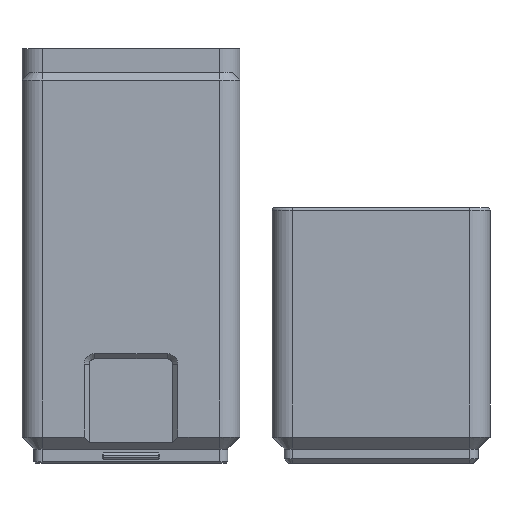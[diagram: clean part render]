
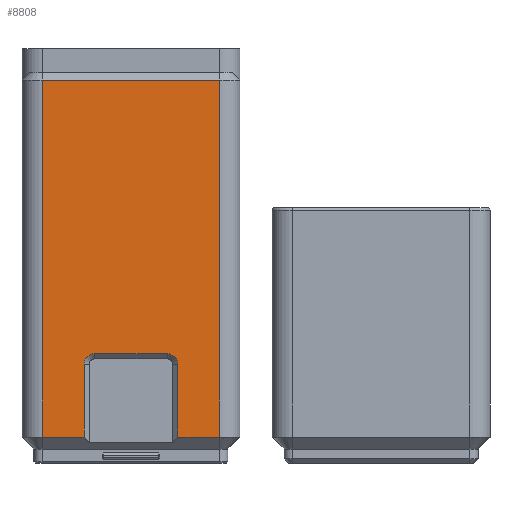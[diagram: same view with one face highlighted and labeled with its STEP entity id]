
A CAD part, left-side view. The second image highlights one B-rep face of the part: STEP entity #8808.
In plain terms, the highlighted planar face has unit normal (-1, 0, 0).
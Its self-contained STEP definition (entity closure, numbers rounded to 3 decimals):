
#388=PLANE('',#9775);
#1025=FACE_OUTER_BOUND('',#1622,.T.);
#1622=EDGE_LOOP('',(#7768,#7769,#7770,#7771,#7772,#7773,#7774,#7775,#7776,
#7777));
#2051=CIRCLE('',#9715,2.);
#2053=CIRCLE('',#9719,2.);
#2554=LINE('',#16321,#3272);
#2576=LINE('',#16383,#3294);
#2613=LINE('',#16474,#3331);
#2618=LINE('',#16488,#3336);
#2623=LINE('',#16501,#3341);
#2625=LINE('',#16506,#3343);
#2629=LINE('',#16512,#3347);
#2683=LINE('',#16657,#3401);
#3272=VECTOR('',#11834,10.);
#3294=VECTOR('',#11894,10.);
#3331=VECTOR('',#11985,10.);
#3336=VECTOR('',#11998,10.);
#3341=VECTOR('',#12011,10.);
#3343=VECTOR('',#12017,10.);
#3347=VECTOR('',#12021,10.);
#3401=VECTOR('',#12181,10.);
#4163=VERTEX_POINT('',#16309);
#4167=VERTEX_POINT('',#16319);
#4188=VERTEX_POINT('',#16382);
#4213=VERTEX_POINT('',#16470);
#4215=VERTEX_POINT('',#16473);
#4218=VERTEX_POINT('',#16481);
#4220=VERTEX_POINT('',#16487);
#4222=VERTEX_POINT('',#16493);
#4224=VERTEX_POINT('',#16498);
#4225=VERTEX_POINT('',#16505);
#5284=EDGE_CURVE('',#4167,#4163,#2554,.T.);
#5315=EDGE_CURVE('',#4163,#4188,#2576,.T.);
#5359=EDGE_CURVE('',#4215,#4213,#2613,.T.);
#5363=EDGE_CURVE('',#4218,#4215,#2051,.T.);
#5366=EDGE_CURVE('',#4220,#4218,#2618,.T.);
#5369=EDGE_CURVE('',#4222,#4220,#2053,.T.);
#5373=EDGE_CURVE('',#4224,#4222,#2623,.T.);
#5375=EDGE_CURVE('',#4225,#4224,#2625,.T.);
#5379=EDGE_CURVE('',#4213,#4188,#2629,.T.);
#5451=EDGE_CURVE('',#4225,#4167,#2683,.T.);
#7768=ORIENTED_EDGE('',*,*,#5284,.F.);
#7769=ORIENTED_EDGE('',*,*,#5451,.F.);
#7770=ORIENTED_EDGE('',*,*,#5375,.T.);
#7771=ORIENTED_EDGE('',*,*,#5373,.T.);
#7772=ORIENTED_EDGE('',*,*,#5369,.T.);
#7773=ORIENTED_EDGE('',*,*,#5366,.T.);
#7774=ORIENTED_EDGE('',*,*,#5363,.T.);
#7775=ORIENTED_EDGE('',*,*,#5359,.T.);
#7776=ORIENTED_EDGE('',*,*,#5379,.T.);
#7777=ORIENTED_EDGE('',*,*,#5315,.F.);
#8808=ADVANCED_FACE('',(#1025),#388,.T.);
#9715=AXIS2_PLACEMENT_3D('',#16482,#11992,#11993);
#9719=AXIS2_PLACEMENT_3D('',#16494,#12004,#12005);
#9775=AXIS2_PLACEMENT_3D('',#16656,#12179,#12180);
#11834=DIRECTION('',(0.,-1.,0.));
#11894=DIRECTION('',(0.,0.,-1.));
#11985=DIRECTION('',(0.,0.,-1.));
#11992=DIRECTION('center_axis',(1.,0.,0.));
#11993=DIRECTION('ref_axis',(0.,-1.,0.));
#11998=DIRECTION('',(0.,-1.,0.));
#12004=DIRECTION('center_axis',(1.,0.,0.));
#12005=DIRECTION('ref_axis',(0.,0.,1.));
#12011=DIRECTION('',(0.,0.,1.));
#12017=DIRECTION('',(0.,-1.,0.));
#12021=DIRECTION('',(0.,-1.,0.));
#12179=DIRECTION('center_axis',(-1.,0.,0.));
#12180=DIRECTION('ref_axis',(0.,-1.,0.));
#12181=DIRECTION('',(0.,0.,1.));
#16309=CARTESIAN_POINT('',(0.,3.9,68.5));
#16319=CARTESIAN_POINT('',(0.,37.9,68.5));
#16321=CARTESIAN_POINT('',(0.,31.35,68.5));
#16382=CARTESIAN_POINT('',(0.,3.9,0.));
#16383=CARTESIAN_POINT('',(0.,3.9,0.));
#16470=CARTESIAN_POINT('',(0.,11.9,0.));
#16473=CARTESIAN_POINT('',(0.,11.9,14.));
#16474=CARTESIAN_POINT('',(0.,11.9,-1.));
#16481=CARTESIAN_POINT('',(0.,13.9,16.));
#16482=CARTESIAN_POINT('Origin',(0.,13.9,14.));
#16487=CARTESIAN_POINT('',(0.,27.9,16.));
#16488=CARTESIAN_POINT('',(0.,27.85,16.));
#16493=CARTESIAN_POINT('',(0.,29.9,14.));
#16494=CARTESIAN_POINT('Origin',(0.,27.9,14.));
#16498=CARTESIAN_POINT('',(0.,29.9,0.));
#16501=CARTESIAN_POINT('',(0.,29.9,7.));
#16505=CARTESIAN_POINT('',(0.,37.9,0.));
#16506=CARTESIAN_POINT('',(0.,41.8,0.));
#16512=CARTESIAN_POINT('',(0.,41.8,0.));
#16656=CARTESIAN_POINT('Origin',(0.,41.8,0.));
#16657=CARTESIAN_POINT('',(0.,37.9,0.));
